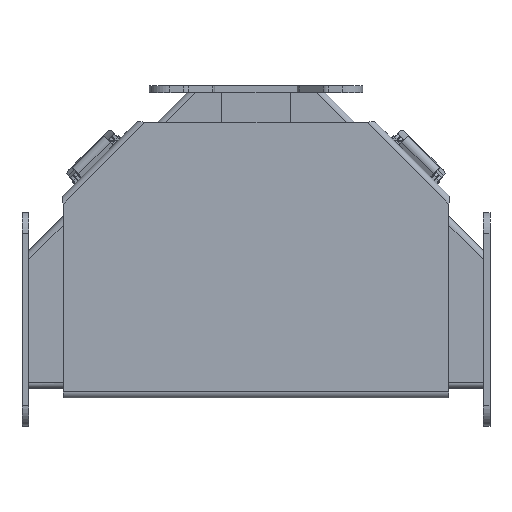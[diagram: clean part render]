
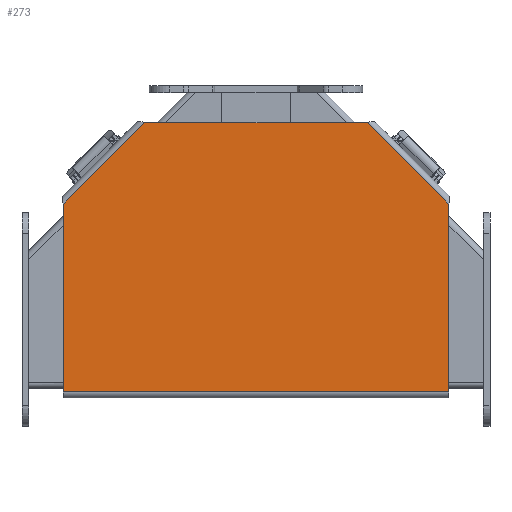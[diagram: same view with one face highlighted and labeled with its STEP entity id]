
A CAD part, front view. The second image highlights one B-rep face of the part: STEP entity #273.
In plain terms, the highlighted planar face has unit normal (0, -1, 0).
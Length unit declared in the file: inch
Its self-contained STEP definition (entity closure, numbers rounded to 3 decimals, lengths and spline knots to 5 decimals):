
#273 = ADVANCED_FACE ( 'NONE', ( #985 ), #5488, .T. ) ;
#346 = CARTESIAN_POINT ( 'NONE',  ( -2.02226, -2.40825, 4.828 ) ) ;
#386 = CARTESIAN_POINT ( 'NONE',  ( -3.5, -2.40825, 4.828 ) ) ;
#914 = VERTEX_POINT ( 'NONE', #1421 ) ;
#985 = FACE_OUTER_BOUND ( 'NONE', #4466, .T. ) ;
#1171 = CARTESIAN_POINT ( 'NONE',  ( -3.5, -2.40825, -0.064 ) ) ;
#1232 = ORIENTED_EDGE ( 'NONE', *, *, #5205, .T. ) ;
#1245 = DIRECTION ( 'NONE',  ( 0., 0., -1. ) ) ;
#1421 = CARTESIAN_POINT ( 'NONE',  ( -2.02226, -2.40825, 4.828 ) ) ;
#2023 = DIRECTION ( 'NONE',  ( -1., 0., 0. ) ) ;
#2099 = LINE ( 'NONE', #8075, #14499 ) ;
#2339 = LINE ( 'NONE', #13980, #3310 ) ;
#2399 = DIRECTION ( 'NONE',  ( -0.707, 0., 0.707 ) ) ;
#2515 = CARTESIAN_POINT ( 'NONE',  ( -3.5, -2.40825, 3.35026 ) ) ;
#2870 = AXIS2_PLACEMENT_3D ( 'NONE', #8117, #10351, #6962 ) ;
#3310 = VECTOR ( 'NONE', #2023, 39.37008 ) ;
#3848 = CARTESIAN_POINT ( 'NONE',  ( 3.5, -2.40825, 4.828 ) ) ;
#3995 = DIRECTION ( 'NONE',  ( 0., 0., 1. ) ) ;
#4386 = EDGE_CURVE ( 'NONE', #10898, #914, #2339, .T. ) ;
#4466 = EDGE_LOOP ( 'NONE', ( #10612, #9846, #7797, #1232, #15191, #14442 ) ) ;
#5003 = LINE ( 'NONE', #346, #13192 ) ;
#5205 = EDGE_CURVE ( 'NONE', #914, #12040, #5003, .T. ) ;
#5217 = VECTOR ( 'NONE', #2399, 39.37008 ) ;
#5488 = PLANE ( 'NONE',  #2870 ) ;
#5702 = CARTESIAN_POINT ( 'NONE',  ( 3.5, -2.40825, -0.064 ) ) ;
#5999 = EDGE_CURVE ( 'NONE', #12040, #7143, #11855, .T. ) ;
#6285 = LINE ( 'NONE', #10924, #5217 ) ;
#6835 = DIRECTION ( 'NONE',  ( 1., 0., 0. ) ) ;
#6962 = DIRECTION ( 'NONE',  ( -1., 0., 0. ) ) ;
#7143 = VERTEX_POINT ( 'NONE', #1171 ) ;
#7797 = ORIENTED_EDGE ( 'NONE', *, *, #4386, .T. ) ;
#8075 = CARTESIAN_POINT ( 'NONE',  ( 3.5, -2.40825, -0.064 ) ) ;
#8117 = CARTESIAN_POINT ( 'NONE',  ( 3.5, -2.40825, 4.828 ) ) ;
#8144 = EDGE_CURVE ( 'NONE', #7143, #14844, #2099, .T. ) ;
#8717 = VECTOR ( 'NONE', #1245, 39.37008 ) ;
#9846 = ORIENTED_EDGE ( 'NONE', *, *, #11295, .T. ) ;
#10351 = DIRECTION ( 'NONE',  ( 0., -1., 0. ) ) ;
#10612 = ORIENTED_EDGE ( 'NONE', *, *, #14743, .T. ) ;
#10898 = VERTEX_POINT ( 'NONE', #14854 ) ;
#10924 = CARTESIAN_POINT ( 'NONE',  ( 3.5, -2.40825, 3.35026 ) ) ;
#11295 = EDGE_CURVE ( 'NONE', #11502, #10898, #6285, .T. ) ;
#11502 = VERTEX_POINT ( 'NONE', #12691 ) ;
#11855 = LINE ( 'NONE', #386, #8717 ) ;
#12040 = VERTEX_POINT ( 'NONE', #2515 ) ;
#12278 = LINE ( 'NONE', #3848, #14841 ) ;
#12691 = CARTESIAN_POINT ( 'NONE',  ( 3.5, -2.40825, 3.35026 ) ) ;
#13192 = VECTOR ( 'NONE', #14463, 39.37008 ) ;
#13980 = CARTESIAN_POINT ( 'NONE',  ( 3.5, -2.40825, 4.828 ) ) ;
#14442 = ORIENTED_EDGE ( 'NONE', *, *, #8144, .T. ) ;
#14463 = DIRECTION ( 'NONE',  ( -0.707, 0., -0.707 ) ) ;
#14499 = VECTOR ( 'NONE', #6835, 39.37008 ) ;
#14743 = EDGE_CURVE ( 'NONE', #14844, #11502, #12278, .T. ) ;
#14841 = VECTOR ( 'NONE', #3995, 39.37008 ) ;
#14844 = VERTEX_POINT ( 'NONE', #5702 ) ;
#14854 = CARTESIAN_POINT ( 'NONE',  ( 2.02226, -2.40825, 4.828 ) ) ;
#15191 = ORIENTED_EDGE ( 'NONE', *, *, #5999, .T. ) ;
